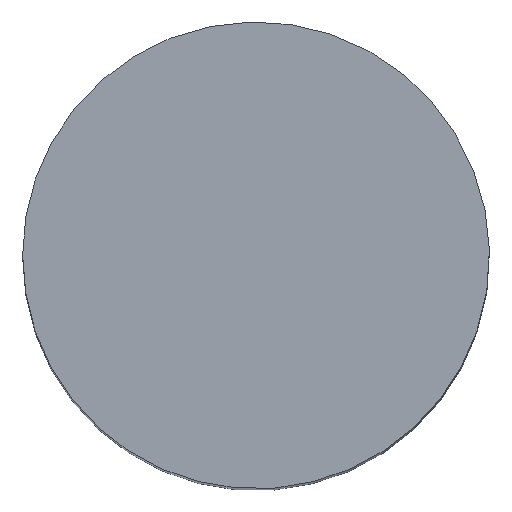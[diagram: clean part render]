
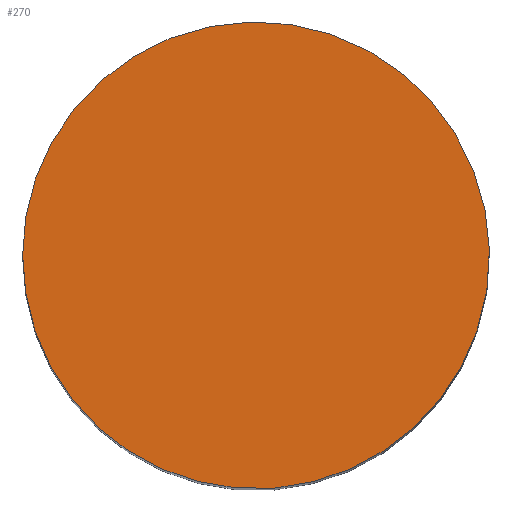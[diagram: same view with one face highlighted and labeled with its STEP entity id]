
A CAD part, top view. The second image highlights one B-rep face of the part: STEP entity #270.
In plain terms, the highlighted planar face has unit normal (0, 0, 1).
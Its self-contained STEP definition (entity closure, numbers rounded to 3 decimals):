
#43=CARTESIAN_POINT('',(0.,0.,125.));
#44=DIRECTION('',(0.,0.,1.));
#45=DIRECTION('',(-0.878,0.479,0.));
#46=AXIS2_PLACEMENT_3D('',#43,#44,#45);
#51=CARTESIAN_POINT('',(0.,0.,125.));
#52=DIRECTION('',(0.,0.,1.));
#53=DIRECTION('',(0.878,-0.479,0.));
#54=AXIS2_PLACEMENT_3D('',#51,#52,#53);
#59=CARTESIAN_POINT('',(0.,0.,125.));
#60=DIRECTION('',(0.,0.,1.));
#61=DIRECTION('',(-1.,0.,0.));
#62=AXIS2_PLACEMENT_3D('',#59,#60,#61);
#227=CARTESIAN_POINT('',(-10.97,5.993,125.));
#228=CARTESIAN_POINT('',(-12.5,0.,125.));
#229=VERTEX_POINT('',#227);
#230=VERTEX_POINT('',#228);
#231=CARTESIAN_POINT('',(10.97,-5.993,125.));
#232=VERTEX_POINT('',#231);
#257=CARTESIAN_POINT('',(-10.875,0.,125.));
#258=DIRECTION('',(0.,0.,-1.));
#259=DIRECTION('',(1.,0.,0.));
#260=AXIS2_PLACEMENT_3D('',#257,#258,#259);
#261=PLANE('',#260);
#263=ORIENTED_EDGE('',*,*,#262,.F.);
#265=ORIENTED_EDGE('',*,*,#264,.F.);
#267=ORIENTED_EDGE('',*,*,#266,.F.);
#268=EDGE_LOOP('',(#263,#265,#267));
#269=FACE_OUTER_BOUND('',#268,.F.);
#47=CIRCLE('',#46,12.5);
#55=CIRCLE('',#54,12.5);
#63=CIRCLE('',#62,12.5);
#262=EDGE_CURVE('',#229,#230,#47,.T.);
#264=EDGE_CURVE('',#232,#229,#55,.T.);
#266=EDGE_CURVE('',#230,#232,#63,.T.);
#270=ADVANCED_FACE('',(#269),#261,.F.);
